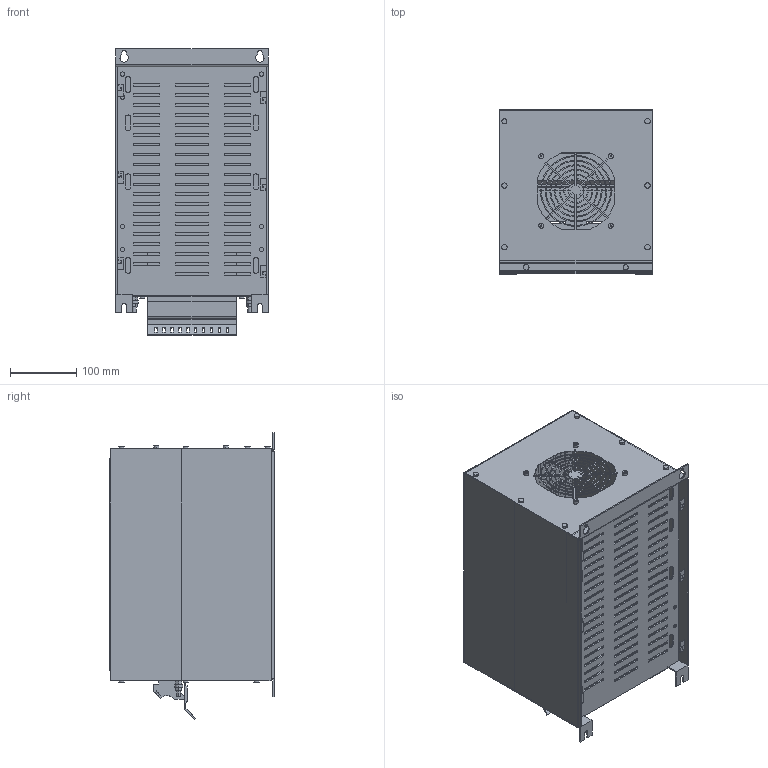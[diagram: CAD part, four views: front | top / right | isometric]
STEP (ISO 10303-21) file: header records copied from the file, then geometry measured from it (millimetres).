
FILE_DESCRIPTION((''),'2;1');
FILE_NAME('X2','2023-04-10T10:30:58',('U388355'),('Danfoss Power Electronics'),'CREO PARAMETRIC BY PTC INC, 2020342','CREO PARAMETRIC BY PTC INC, 2020342','');
FILE_SCHEMA(('CONFIG_CONTROL_DESIGN','GEOMETRIC_VALIDATION_PROPERTIES_MIM'));
Products named in the file (1): X2
Bounding box: 232.4 x 248.15 x 433.04 mm (x, y, z)
Volume: 866450.5 mm3; surface area: 952131.9 mm2
Topology: 3 solids, 3 shells, 2683 faces, 7321 edges, 4876 vertices
Faces by surface type: plane 2379, cylinder 272, extrusion 32
Entity records: 85989 total; most frequent: CARTESIAN_POINT 16724, ORIENTED_EDGE 14642, DIRECTION 13171, EDGE_CURVE 7321, VECTOR 6709, LINE 6677, VERTEX_POINT 4876, AXIS2_PLACEMENT_3D 3231
